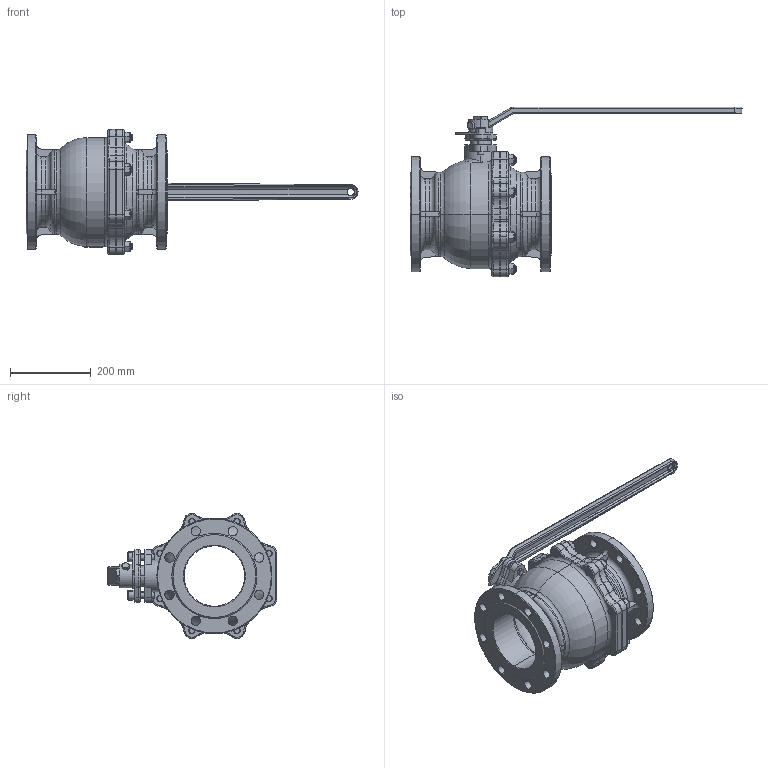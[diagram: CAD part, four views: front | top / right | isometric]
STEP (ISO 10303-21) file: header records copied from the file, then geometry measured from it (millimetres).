
FILE_DESCRIPTION (( 'STEP AP203' ), '1' );
FILE_NAME ('肅150蚾饜极.STEP', '2023-08-23T07:06:12', ( '' ), ( '' ), 'SwSTEP 2.0', 'SolidWorks 2021', '' );
FILE_SCHEMA (( 'CONFIG_CONTROL_DESIGN' ));
Length unit declared in the file: millimetre
Products named in the file (11): double end studs bm=1.25d gb_GB_FASTENER_BOLT_DESBB A M16X40-N; 日150借德150限位块; 日150借德150填料压盖; 肅150蚾饜极; 肅150概裝; hexagon head bolts-full thread gb_GB_FASTENER_BOLT_STBAB A M12X25-N; hexagon socket head cap screws gb_GB_FASTENER_SCREWS_HSHCS M16X50-N; 肅150酘概极; 日150借德150手柄; 肅150衵概极; hex nuts, style 1-grades ab gb_GB_FASTENER_NUT_SNAB1 M16-N
Assembly tree (25 placements, depth 2):
  肅150蚾饜极
    肅150酘概极
    肅150衵概极
    肅150概裝
    日150借德150填料压盖
    日150借德150限位块
    日150借德150手柄
    double end studs bm=1.25d gb_GB_FASTENER_BOLT_DESBB A M16X40-N  x8
    hex nuts, style 1-grades ab gb_GB_FASTENER_NUT_SNAB1 M16-N  x8
    hexagon socket head cap screws gb_GB_FASTENER_SCREWS_HSHCS M16X50-N  x2
    hexagon head bolts-full thread gb_GB_FASTENER_BOLT_STBAB A M12X25-N
Bounding box: 822.25 x 420.74 x 309.8 mm (x, y, z)
Volume: 6799954 mm3; surface area: 1034257.9 mm2
Topology: 25 solids, 25 shells, 1118 faces, 2772 edges, 1716 vertices
Faces by surface type: cylinder 370, plane 358, cone 206, torus 123, bspline 59, sphere 2
Entity records: 31788 total; most frequent: CARTESIAN_POINT 9624, DIRECTION 4388, ORIENTED_EDGE 4324, EDGE_CURVE 2162, AXIS2_PLACEMENT_3D 1704, VERTEX_POINT 1375, LINE 980, VECTOR 980
